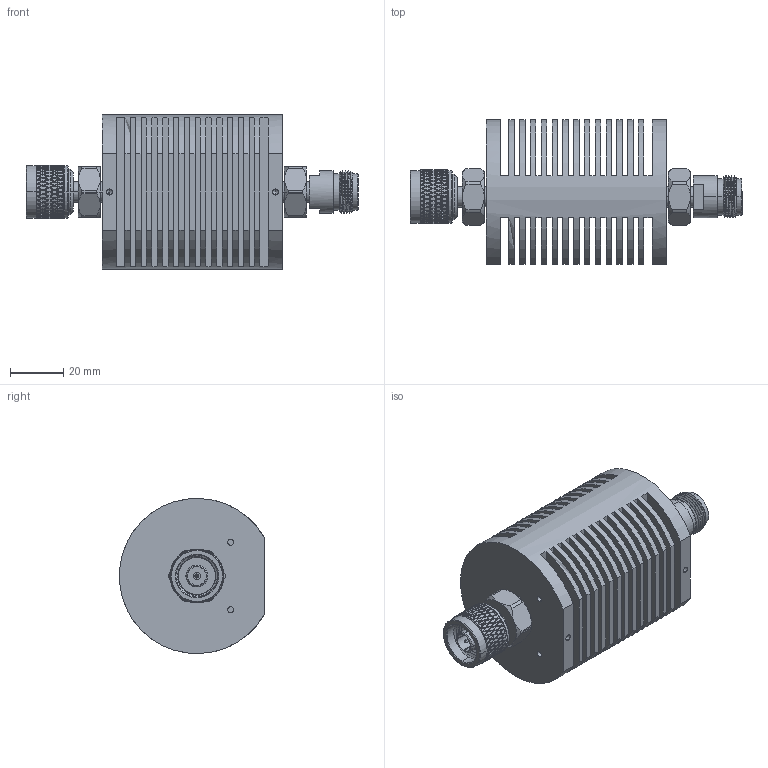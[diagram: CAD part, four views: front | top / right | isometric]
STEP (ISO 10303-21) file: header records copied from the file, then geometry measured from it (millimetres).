
FILE_DESCRIPTION (( 'STEP AP203' ), '1' );
FILE_NAME ('PE73XX.step', '2018-08-17T18:44:40', ( '' ), ( '' ), 'SwSTEP 2.0', 'SolidWorks 2017', '' );
FILE_SCHEMA (( 'CONFIG_CONTROL_DESIGN' ));
Length unit declared in the file: inch
Products named in the file (1): PE73XX
Bounding box: 124.97 x 54.51 x 58.38 mm (x, y, z)
Volume: 136648.2 mm3; surface area: 71439.6 mm2
Topology: 3 solids, 3 shells, 1538 faces, 3437 edges, 1934 vertices
Faces by surface type: bspline 966, cylinder 335, plane 166, cone 67, torus 4
Entity records: 58597 total; most frequent: CARTESIAN_POINT 35255, ORIENTED_EDGE 6866, EDGE_CURVE 3433, DIRECTION 2369, VERTEX_POINT 1934, EDGE_LOOP 1579, FACE_OUTER_BOUND 1538, ADVANCED_FACE 1538
